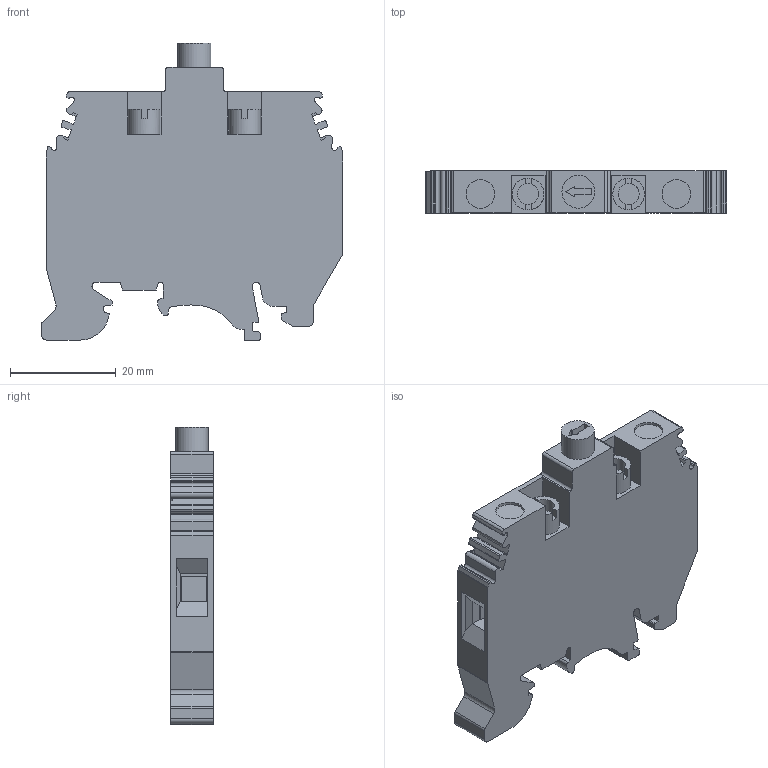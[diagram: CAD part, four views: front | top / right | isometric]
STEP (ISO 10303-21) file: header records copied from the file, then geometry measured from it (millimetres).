
FILE_DESCRIPTION(/* description */ ('Unknown'),/* implementation_level */ '2;1');
FILE_NAME(/* name */ 'KUPDS6_3D_SOLID',/* time_stamp */ '2024-11-18T10:10:12+06:00',/* author */ ('Unknown'),/* organization */ ('Unknown'),/* preprocessor_version */ 'ST-DEVELOPER v16.7',/* originating_system */ 'Solid Edge',/* authorisation */ 'Unknown');
FILE_SCHEMA (('AUTOMOTIVE_DESIGN {1 0 10303 214 3 1 1}'));
Length unit declared in the file: millimetre
Products named in the file (1): KUPDS6_3D_SOLID
Bounding box: 56.9 x 8 x 56.15 mm (x, y, z)
Volume: 16962.1 mm3; surface area: 7984.7 mm2
Topology: 1 solids, 1 shells, 216 faces, 615 edges, 409 vertices
Faces by surface type: plane 152, cylinder 64
Full cylindrical faces by diameter (mm): 4 x2, 5.4 x2, 6 x2, 6.2 x1
Entity records: 8472 total; most frequent: CARTESIAN_POINT 1224, ORIENTED_EDGE 1206, DIRECTION 1177, EDGE_CURVE 603, LINE 463, VECTOR 463, VERTEX_POINT 404, AXIS2_PLACEMENT_3D 357
